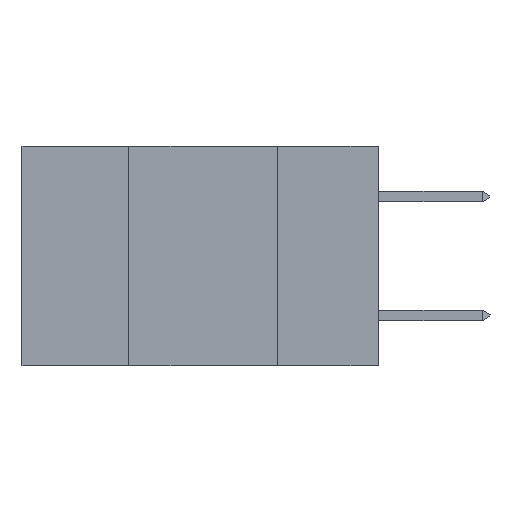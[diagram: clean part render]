
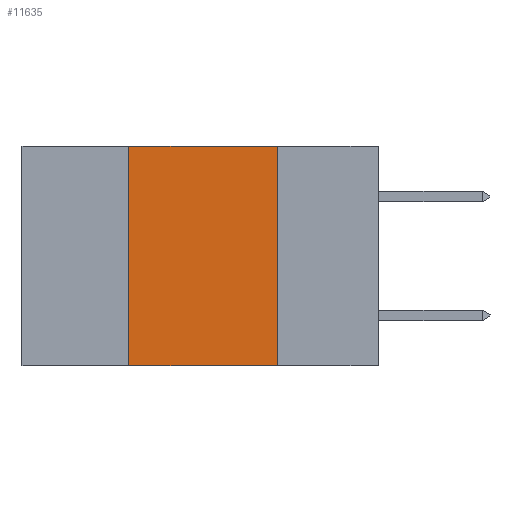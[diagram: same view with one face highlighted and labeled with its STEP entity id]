
A CAD part, left-side view. The second image highlights one B-rep face of the part: STEP entity #11635.
In plain terms, the highlighted planar face has unit normal (-1, 0, 0).
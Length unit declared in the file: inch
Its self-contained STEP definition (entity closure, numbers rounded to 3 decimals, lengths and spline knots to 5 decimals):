
#30 = CARTESIAN_POINT ( 'NONE',  ( 0., 0.6, 0. ) ) ;
#625 = CARTESIAN_POINT ( 'NONE',  ( 0., 0.42, 0. ) ) ;
#756 = VERTEX_POINT ( 'NONE', #14950 ) ;
#1796 = FACE_OUTER_BOUND ( 'NONE', #12795, .T. ) ;
#1809 = ORIENTED_EDGE ( 'NONE', *, *, #14518, .F. ) ;
#2466 = VECTOR ( 'NONE', #14009, 39.37008 ) ;
#2885 = EDGE_CURVE ( 'NONE', #10674, #756, #9625, .T. ) ;
#3257 = CARTESIAN_POINT ( 'NONE',  ( 0., 0.17, -0.37 ) ) ;
#4196 = AXIS2_PLACEMENT_3D ( 'NONE', #6803, #12043, #12089 ) ;
#4299 = CARTESIAN_POINT ( 'NONE',  ( 0., 0.17, 0. ) ) ;
#4596 = ORIENTED_EDGE ( 'NONE', *, *, #5732, .F. ) ;
#5732 = EDGE_CURVE ( 'NONE', #7046, #10674, #16614, .T. ) ;
#6070 = LINE ( 'NONE', #16516, #2466 ) ;
#6437 = EDGE_CURVE ( 'NONE', #7046, #13141, #6070, .T. ) ;
#6748 = PLANE ( 'NONE',  #4196 ) ;
#6803 = CARTESIAN_POINT ( 'NONE',  ( 0., 0.6, 0. ) ) ;
#7046 = VERTEX_POINT ( 'NONE', #10087 ) ;
#7673 = CARTESIAN_POINT ( 'NONE',  ( 0., 0.42, 0. ) ) ;
#9625 = LINE ( 'NONE', #30, #10026 ) ;
#10026 = VECTOR ( 'NONE', #12575, 39.37008 ) ;
#10087 = CARTESIAN_POINT ( 'NONE',  ( 0., 0.42, -0.37 ) ) ;
#10674 = VERTEX_POINT ( 'NONE', #625 ) ;
#11149 = ORIENTED_EDGE ( 'NONE', *, *, #2885, .F. ) ;
#11635 = ADVANCED_FACE ( 'NONE', ( #1796 ), #6748, .F. ) ;
#11776 = DIRECTION ( 'NONE',  ( 0., 0., 1. ) ) ;
#12033 = LINE ( 'NONE', #4299, #13005 ) ;
#12043 = DIRECTION ( 'NONE',  ( 1., 0., 0. ) ) ;
#12089 = DIRECTION ( 'NONE',  ( 0., 0., -1. ) ) ;
#12555 = ORIENTED_EDGE ( 'NONE', *, *, #6437, .T. ) ;
#12575 = DIRECTION ( 'NONE',  ( 0., -1., 0. ) ) ;
#12795 = EDGE_LOOP ( 'NONE', ( #1809, #11149, #4596, #12555 ) ) ;
#13005 = VECTOR ( 'NONE', #13343, 39.37008 ) ;
#13141 = VERTEX_POINT ( 'NONE', #3257 ) ;
#13231 = VECTOR ( 'NONE', #11776, 39.37008 ) ;
#13343 = DIRECTION ( 'NONE',  ( 0., 0., -1. ) ) ;
#14009 = DIRECTION ( 'NONE',  ( 0., -1., 0. ) ) ;
#14518 = EDGE_CURVE ( 'NONE', #756, #13141, #12033, .T. ) ;
#14950 = CARTESIAN_POINT ( 'NONE',  ( 0., 0.17, 0. ) ) ;
#16516 = CARTESIAN_POINT ( 'NONE',  ( 0., 0.6, -0.37 ) ) ;
#16614 = LINE ( 'NONE', #7673, #13231 ) ;
